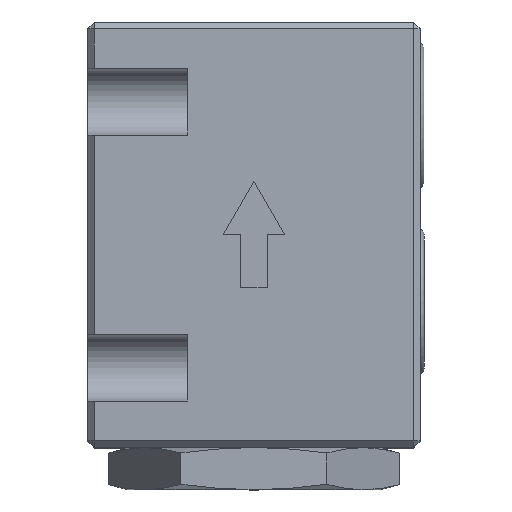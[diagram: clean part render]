
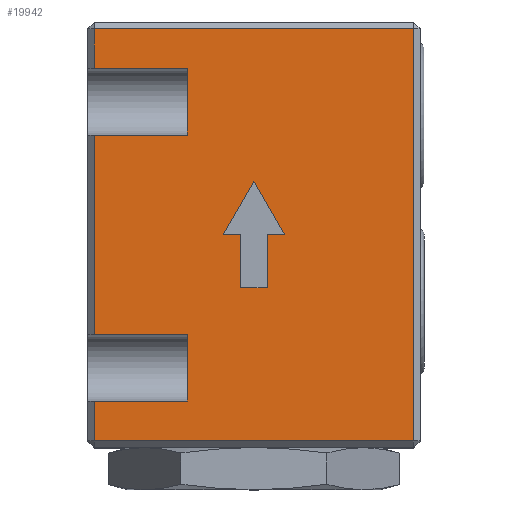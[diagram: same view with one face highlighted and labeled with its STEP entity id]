
A CAD part, top view. The second image highlights one B-rep face of the part: STEP entity #19942.
In plain terms, the highlighted planar face has unit normal (0, 0, 1).
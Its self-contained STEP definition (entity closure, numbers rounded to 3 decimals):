
#442=CARTESIAN_POINT('',(-24.,57.0,-9.802));
#443=VERTEX_POINT('',#442);
#466=CARTESIAN_POINT('',(-10.,57.0,-9.802));
#467=VERTEX_POINT('',#466);
#474=CARTESIAN_POINT('',(-24.,57.0,-9.802));
#475=DIRECTION('',(1.0,0.0,0.0));
#476=VECTOR('',#475,14.);
#477=LINE('',#474,#476);
#478=EDGE_CURVE('',#443,#467,#477,.T.);
#488=CARTESIAN_POINT('',(-24.,47.0,-9.802));
#489=VERTEX_POINT('',#488);
#498=CARTESIAN_POINT('',(-10.,47.0,-9.802));
#499=VERTEX_POINT('',#498);
#500=CARTESIAN_POINT('',(-10.0,47.0,-9.802));
#501=DIRECTION('',(-1.0,0.0,0.0));
#502=VECTOR('',#501,14.);
#503=LINE('',#500,#502);
#504=EDGE_CURVE('',#499,#489,#503,.T.);
#537=CARTESIAN_POINT('',(-24.,63.,-9.802));
#538=VERTEX_POINT('',#537);
#539=CARTESIAN_POINT('',(-24.,57.0,-9.802));
#540=DIRECTION('',(0.0,1.0,0.0));
#541=VECTOR('',#540,6.0);
#542=LINE('',#539,#541);
#543=EDGE_CURVE('',#443,#538,#542,.T.);
#687=CARTESIAN_POINT('',(-24.,17.0,-9.802));
#688=VERTEX_POINT('',#687);
#711=CARTESIAN_POINT('',(-10.0,17.0,-9.802));
#712=VERTEX_POINT('',#711);
#719=CARTESIAN_POINT('',(-24.,17.0,-9.802));
#720=DIRECTION('',(1.0,0.0,0.0));
#721=VECTOR('',#720,14.);
#722=LINE('',#719,#721);
#723=EDGE_CURVE('',#688,#712,#722,.T.);
#733=CARTESIAN_POINT('',(-24.,7.,-9.802));
#734=VERTEX_POINT('',#733);
#743=CARTESIAN_POINT('',(-10.0,7.,-9.802));
#744=VERTEX_POINT('',#743);
#745=CARTESIAN_POINT('',(-10.0,7.,-9.802));
#746=DIRECTION('',(-1.0,0.0,0.0));
#747=VECTOR('',#746,14.);
#748=LINE('',#745,#747);
#749=EDGE_CURVE('',#744,#734,#748,.T.);
#789=CARTESIAN_POINT('',(-24.0,17.0,-9.802));
#790=DIRECTION('',(0.0,1.0,0.0));
#791=VECTOR('',#790,30.0);
#792=LINE('',#789,#791);
#793=EDGE_CURVE('',#688,#489,#792,.T.);
#19174=CARTESIAN_POINT('',(2.,32.,-9.802));
#19175=VERTEX_POINT('',#19174);
#19182=CARTESIAN_POINT('',(4.619,32.,-9.802));
#19183=VERTEX_POINT('',#19182);
#19184=CARTESIAN_POINT('',(4.619,32.,-9.802));
#19185=DIRECTION('',(-1.0,0.0,0.0));
#19186=VECTOR('',#19185,2.619);
#19187=LINE('',#19184,#19186);
#19188=EDGE_CURVE('',#19183,#19175,#19187,.T.);
#19213=CARTESIAN_POINT('',(0.,40.,-9.802));
#19214=VERTEX_POINT('',#19213);
#19215=CARTESIAN_POINT('',(0.,40.,-9.802));
#19216=DIRECTION('',(0.5,-0.866,0.));
#19217=VECTOR('',#19216,9.238);
#19218=LINE('',#19215,#19217);
#19219=EDGE_CURVE('',#19214,#19183,#19218,.T.);
#19244=CARTESIAN_POINT('',(-4.619,32.,-9.802));
#19245=VERTEX_POINT('',#19244);
#19246=CARTESIAN_POINT('',(-4.619,32.,-9.802));
#19247=DIRECTION('',(0.5,0.866,0.0));
#19248=VECTOR('',#19247,9.238);
#19249=LINE('',#19246,#19248);
#19250=EDGE_CURVE('',#19245,#19214,#19249,.T.);
#19275=CARTESIAN_POINT('',(-2.,32.,-9.802));
#19276=VERTEX_POINT('',#19275);
#19277=CARTESIAN_POINT('',(-2.,32.,-9.802));
#19278=DIRECTION('',(-1.0,0.0,0.0));
#19279=VECTOR('',#19278,2.619);
#19280=LINE('',#19277,#19279);
#19281=EDGE_CURVE('',#19276,#19245,#19280,.T.);
#19306=CARTESIAN_POINT('',(-2.,24.,-9.802));
#19307=VERTEX_POINT('',#19306);
#19308=CARTESIAN_POINT('',(-2.,24.,-9.802));
#19309=DIRECTION('',(0.0,1.0,0.0));
#19310=VECTOR('',#19309,8.0);
#19311=LINE('',#19308,#19310);
#19312=EDGE_CURVE('',#19307,#19276,#19311,.T.);
#19337=CARTESIAN_POINT('',(2.,24.,-9.802));
#19338=VERTEX_POINT('',#19337);
#19339=CARTESIAN_POINT('',(2.,24.,-9.802));
#19340=DIRECTION('',(-1.0,0.0,0.0));
#19341=VECTOR('',#19340,4.);
#19342=LINE('',#19339,#19341);
#19343=EDGE_CURVE('',#19338,#19307,#19342,.T.);
#19366=CARTESIAN_POINT('',(2.,32.,-9.802));
#19367=DIRECTION('',(0.0,-1.0,0.0));
#19368=VECTOR('',#19367,8.);
#19369=LINE('',#19366,#19368);
#19370=EDGE_CURVE('',#19175,#19338,#19369,.T.);
#19404=CARTESIAN_POINT('',(24.,1.,-9.802));
#19405=VERTEX_POINT('',#19404);
#19436=CARTESIAN_POINT('',(24.,63.,-9.802));
#19437=VERTEX_POINT('',#19436);
#19458=CARTESIAN_POINT('',(-24.,1.,-9.802));
#19459=VERTEX_POINT('',#19458);
#19710=CARTESIAN_POINT('',(-24.0,1.,-9.802));
#19711=DIRECTION('',(0.0,1.0,0.0));
#19712=VECTOR('',#19711,6.);
#19713=LINE('',#19710,#19712);
#19714=EDGE_CURVE('',#19459,#734,#19713,.T.);
#19732=CARTESIAN_POINT('',(-24.,63.,-9.802));
#19733=DIRECTION('',(1.0,0.0,0.0));
#19734=VECTOR('',#19733,48.);
#19735=LINE('',#19732,#19734);
#19736=EDGE_CURVE('',#538,#19437,#19735,.T.);
#19808=CARTESIAN_POINT('',(24.,1.,-9.802));
#19809=DIRECTION('',(-1.0,0.0,0.0));
#19810=VECTOR('',#19809,48.);
#19811=LINE('',#19808,#19810);
#19812=EDGE_CURVE('',#19405,#19459,#19811,.T.);
#19832=CARTESIAN_POINT('',(24.,63.0,-9.802));
#19833=DIRECTION('',(0.0,-1.0,0.0));
#19834=VECTOR('',#19833,62.);
#19835=LINE('',#19832,#19834);
#19836=EDGE_CURVE('',#19437,#19405,#19835,.T.);
#19904=CARTESIAN_POINT('',(-25.0,64.0,-9.802));
#19905=DIRECTION('',(0.0,0.0,1.0));
#19906=DIRECTION('',(0.0,1.0,0.0));
#19907=AXIS2_PLACEMENT_3D('',#19904,#19905,#19906);
#19908=PLANE('',#19907);
#19909=ORIENTED_EDGE('',*,*,#504,.T.);
#19910=ORIENTED_EDGE('',*,*,#793,.F.);
#19911=ORIENTED_EDGE('',*,*,#723,.T.);
#19912=CARTESIAN_POINT('',(-10.0,17.,-9.802));
#19913=DIRECTION('',(0.0,-1.0,0.0));
#19914=VECTOR('',#19913,10.0);
#19915=LINE('',#19912,#19914);
#19916=EDGE_CURVE('',#712,#744,#19915,.T.);
#19917=ORIENTED_EDGE('',*,*,#19916,.T.);
#19918=ORIENTED_EDGE('',*,*,#749,.T.);
#19919=ORIENTED_EDGE('',*,*,#19714,.F.);
#19920=ORIENTED_EDGE('',*,*,#19812,.F.);
#19921=ORIENTED_EDGE('',*,*,#19836,.F.);
#19922=ORIENTED_EDGE('',*,*,#19736,.F.);
#19923=ORIENTED_EDGE('',*,*,#543,.F.);
#19924=ORIENTED_EDGE('',*,*,#478,.T.);
#19925=CARTESIAN_POINT('',(-10.,57.0,-9.802));
#19926=DIRECTION('',(0.0,-1.0,0.0));
#19927=VECTOR('',#19926,10.0);
#19928=LINE('',#19925,#19927);
#19929=EDGE_CURVE('',#467,#499,#19928,.T.);
#19930=ORIENTED_EDGE('',*,*,#19929,.T.);
#19931=EDGE_LOOP('',(#19909,#19910,#19911,#19917,#19918,#19919,#19920,#19921,#19922,#19923,#19924,#19930));
#19932=FACE_OUTER_BOUND('',#19931,.T.);
#19933=ORIENTED_EDGE('',*,*,#19188,.T.);
#19934=ORIENTED_EDGE('',*,*,#19370,.T.);
#19935=ORIENTED_EDGE('',*,*,#19343,.T.);
#19936=ORIENTED_EDGE('',*,*,#19312,.T.);
#19937=ORIENTED_EDGE('',*,*,#19281,.T.);
#19938=ORIENTED_EDGE('',*,*,#19250,.T.);
#19939=ORIENTED_EDGE('',*,*,#19219,.T.);
#19940=EDGE_LOOP('',(#19933,#19934,#19935,#19936,#19937,#19938,#19939));
#19941=FACE_BOUND('',#19940,.T.);
#19942=ADVANCED_FACE('',(#19932,#19941),#19908,.T.);
